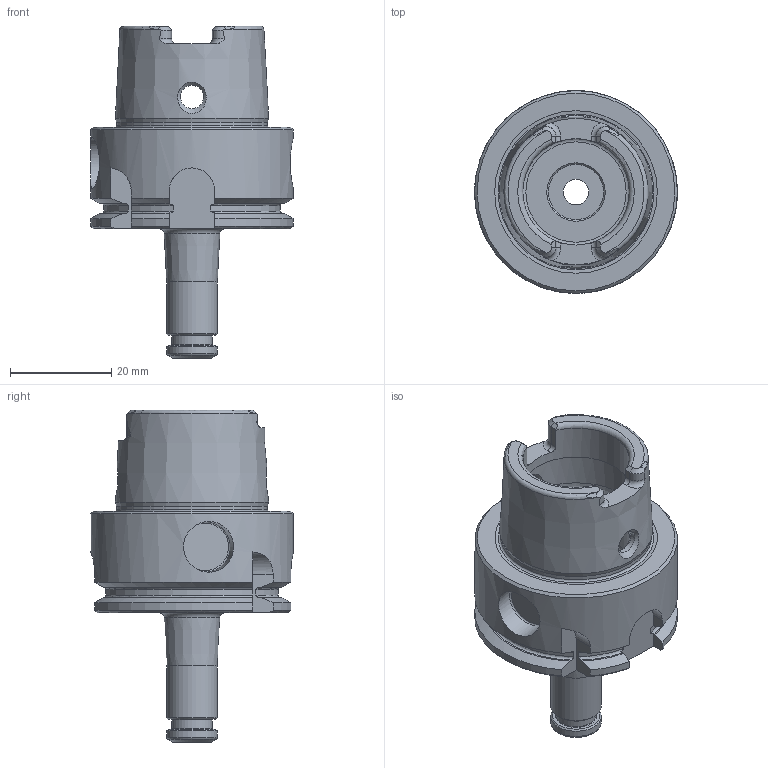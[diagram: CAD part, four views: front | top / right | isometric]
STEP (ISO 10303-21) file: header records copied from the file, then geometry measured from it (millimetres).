
FILE_DESCRIPTION(/* description */ (''),/* implementation_level */ '2;1');
FILE_NAME(/* name */ '254070610.stp',/* time_stamp */ '2021-01-08T12:24:34',/* author */ ('LRA'),/* organization */ ('REGO-FIX'),/* preprocessor_version */ ' Unknown',/* originating_system */ 'SIEMENS PLM Software Solid Edge ST10',/* authorization */ 'Unknown');
FILE_SCHEMA (('AUTOMOTIVE_DESIGN { 1 0 10303 214 2 1 1}'));
Length unit declared in the file: millimetre
Products named in the file (1): NOCUT
Bounding box: 40 x 40 x 65.5 mm (x, y, z)
Volume: 25041.7 mm3; surface area: 10980.5 mm2
Topology: 1 solids, 1 shells, 139 faces, 368 edges, 236 vertices
Faces by surface type: plane 47, cylinder 36, cone 30, torus 26
Full cylindrical faces by diameter (mm): 4.6 x2, 5 x1, 6.3 x1, 8 x1, 10 x4, 10.917 x1, 13 x1, 21 x2, 25.5 x1, 29.8 x1, 40 x1
Entity records: 5179 total; most frequent: CARTESIAN_POINT 1123, DIRECTION 615, ORIENTED_EDGE 600, EDGE_CURVE 300, AXIS2_PLACEMENT_3D 262, VERTEX_POINT 214, EDGE_LOOP 196, FACE_BOUND 196
